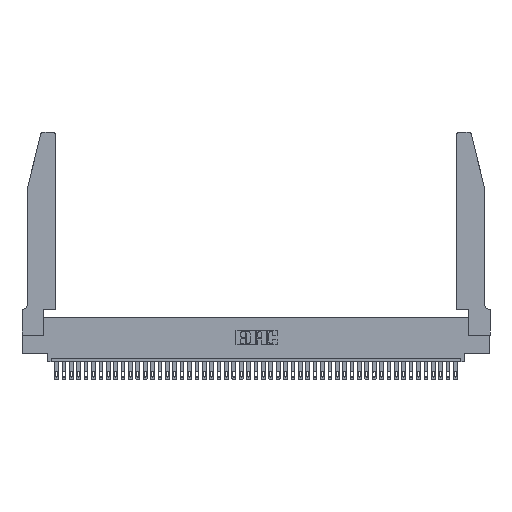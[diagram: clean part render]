
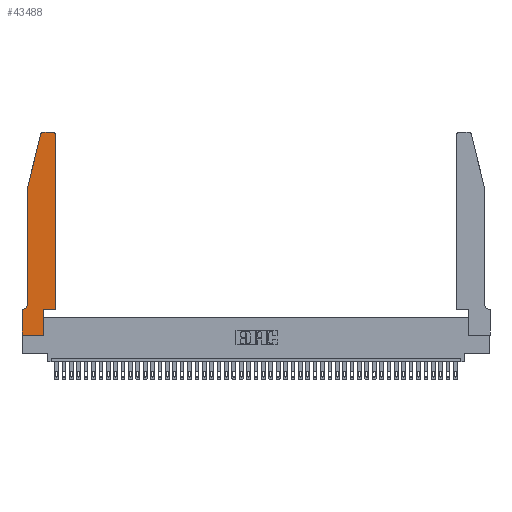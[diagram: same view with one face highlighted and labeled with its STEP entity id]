
A CAD part, top view. The second image highlights one B-rep face of the part: STEP entity #43488.
In plain terms, the highlighted planar face has unit normal (0, 0, 1).
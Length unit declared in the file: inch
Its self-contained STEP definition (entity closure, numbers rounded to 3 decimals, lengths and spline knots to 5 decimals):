
#18 = DIRECTION ( 'NONE',  ( 1., 0., 0. ) ) ;
#112 = VECTOR ( 'NONE', #3051, 39.37008 ) ;
#577 = VECTOR ( 'NONE', #13136, 39.37008 ) ;
#684 = EDGE_CURVE ( 'NONE', #24856, #37523, #43565, .T. ) ;
#1100 = VECTOR ( 'NONE', #10920, 39.37008 ) ;
#1292 = PLANE ( 'NONE',  #18008 ) ;
#1382 = EDGE_CURVE ( 'NONE', #9112, #24741, #16158, .T. ) ;
#1927 = LINE ( 'NONE', #12131, #27129 ) ;
#3051 = DIRECTION ( 'NONE',  ( -1., 0., 0. ) ) ;
#4021 = EDGE_CURVE ( 'NONE', #6790, #20675, #23924, .T. ) ;
#4114 = CARTESIAN_POINT ( 'NONE',  ( 0., 0.35, 0.37 ) ) ;
#4505 = ORIENTED_EDGE ( 'NONE', *, *, #36054, .T. ) ;
#4632 = DIRECTION ( 'NONE',  ( 1., 0., 0. ) ) ;
#4658 = LINE ( 'NONE', #39525, #40057 ) ;
#5531 = ORIENTED_EDGE ( 'NONE', *, *, #32734, .T. ) ;
#5555 = CARTESIAN_POINT ( 'NONE',  ( 0.4205, 2.75, 0.37 ) ) ;
#6790 = VERTEX_POINT ( 'NONE', #23399 ) ;
#7510 = VECTOR ( 'NONE', #7769, 39.37008 ) ;
#7769 = DIRECTION ( 'NONE',  ( 0., 1., 0. ) ) ;
#8038 = ORIENTED_EDGE ( 'NONE', *, *, #25792, .T. ) ;
#8410 = CARTESIAN_POINT ( 'NONE',  ( 0.284, 2.75, 0.37 ) ) ;
#9112 = VERTEX_POINT ( 'NONE', #31491 ) ;
#9769 = ORIENTED_EDGE ( 'NONE', *, *, #24409, .T. ) ;
#9809 = VERTEX_POINT ( 'NONE', #12089 ) ;
#9817 = CARTESIAN_POINT ( 'NONE',  ( 0.0755, 0.35, 0.37 ) ) ;
#10920 = DIRECTION ( 'NONE',  ( 0., -1., 0. ) ) ;
#12089 = CARTESIAN_POINT ( 'NONE',  ( 0.4505, 0.35, 0.37 ) ) ;
#12131 = CARTESIAN_POINT ( 'NONE',  ( 0.0755, 2., 0.37 ) ) ;
#13136 = DIRECTION ( 'NONE',  ( 0., 1., 0. ) ) ;
#13637 = VERTEX_POINT ( 'NONE', #8410 ) ;
#13672 = EDGE_CURVE ( 'NONE', #36523, #36753, #1927, .T. ) ;
#13699 = CARTESIAN_POINT ( 'NONE',  ( 0.2865, 0.35, 0.37 ) ) ;
#14106 = VERTEX_POINT ( 'NONE', #23332 ) ;
#14339 = EDGE_CURVE ( 'NONE', #20675, #13637, #22715, .T. ) ;
#14525 = ORIENTED_EDGE ( 'NONE', *, *, #684, .T. ) ;
#14732 = CARTESIAN_POINT ( 'NONE',  ( 0., 0., 0.37 ) ) ;
#14862 = LINE ( 'NONE', #35129, #16501 ) ;
#15495 = CARTESIAN_POINT ( 'NONE',  ( 0.0055, 0.42, 0.37 ) ) ;
#15685 = AXIS2_PLACEMENT_3D ( 'NONE', #16685, #20585, #18 ) ;
#15897 = EDGE_CURVE ( 'NONE', #37523, #9112, #43005, .T. ) ;
#16158 = LINE ( 'NONE', #43252, #31134 ) ;
#16501 = VECTOR ( 'NONE', #41762, 39.37008 ) ;
#16587 = EDGE_CURVE ( 'NONE', #36753, #24856, #42904, .T. ) ;
#16603 = LINE ( 'NONE', #13699, #7510 ) ;
#16685 = CARTESIAN_POINT ( 'NONE',  ( 0.4205, 2.72, 0.37 ) ) ;
#17531 = CARTESIAN_POINT ( 'NONE',  ( 0.284, 2.72, 0.37 ) ) ;
#18008 = AXIS2_PLACEMENT_3D ( 'NONE', #18393, #42389, #4632 ) ;
#18040 = DIRECTION ( 'NONE',  ( 1., 0., 0. ) ) ;
#18393 = CARTESIAN_POINT ( 'NONE',  ( 0., 0.35, 0.37 ) ) ;
#19314 = FACE_OUTER_BOUND ( 'NONE', #21801, .T. ) ;
#19468 = EDGE_CURVE ( 'NONE', #9809, #6790, #19993, .T. ) ;
#19993 = LINE ( 'NONE', #23394, #577 ) ;
#20473 = CARTESIAN_POINT ( 'NONE',  ( 0.2865, 0., 0.37 ) ) ;
#20585 = DIRECTION ( 'NONE',  ( 0., 0., 1. ) ) ;
#20675 = VERTEX_POINT ( 'NONE', #5555 ) ;
#20762 = ORIENTED_EDGE ( 'NONE', *, *, #4021, .T. ) ;
#21801 = EDGE_LOOP ( 'NONE', ( #34380, #4505, #5531, #42734, #27116, #14525, #41602, #26995, #9769, #8038, #27999, #20762 ) ) ;
#21828 = CARTESIAN_POINT ( 'NONE',  ( 0.0755, 2., 0.37 ) ) ;
#22375 = DIRECTION ( 'NONE',  ( -1., 0., 0. ) ) ;
#22419 = DIRECTION ( 'NONE',  ( 0., -1., 0. ) ) ;
#22715 = LINE ( 'NONE', #28359, #38769 ) ;
#23332 = CARTESIAN_POINT ( 'NONE',  ( 0.2865, 0.35, 0.37 ) ) ;
#23394 = CARTESIAN_POINT ( 'NONE',  ( 0.4505, 0.35, 0.37 ) ) ;
#23399 = CARTESIAN_POINT ( 'NONE',  ( 0.4505, 2.72, 0.37 ) ) ;
#23924 = CIRCLE ( 'NONE', #15685, 0.03 ) ;
#24409 = EDGE_CURVE ( 'NONE', #24741, #14106, #16603, .T. ) ;
#24741 = VERTEX_POINT ( 'NONE', #20473 ) ;
#24856 = VERTEX_POINT ( 'NONE', #37677 ) ;
#25792 = EDGE_CURVE ( 'NONE', #14106, #9809, #4658, .T. ) ;
#26109 = CARTESIAN_POINT ( 'NONE',  ( 0.25487, 2.72718, 0.37 ) ) ;
#26995 = ORIENTED_EDGE ( 'NONE', *, *, #1382, .T. ) ;
#27116 = ORIENTED_EDGE ( 'NONE', *, *, #16587, .T. ) ;
#27129 = VECTOR ( 'NONE', #22419, 39.37008 ) ;
#27682 = DIRECTION ( 'NONE',  ( 1., 0., 0. ) ) ;
#27999 = ORIENTED_EDGE ( 'NONE', *, *, #19468, .T. ) ;
#28359 = CARTESIAN_POINT ( 'NONE',  ( 0.2605, 2.75, 0.37 ) ) ;
#28657 = DIRECTION ( 'NONE',  ( -1., 0., 0. ) ) ;
#31134 = VECTOR ( 'NONE', #18040, 39.37008 ) ;
#31272 = DIRECTION ( 'NONE',  ( 0., 0., 1. ) ) ;
#31468 = AXIS2_PLACEMENT_3D ( 'NONE', #15495, #42937, #22375 ) ;
#31491 = CARTESIAN_POINT ( 'NONE',  ( 0., 0., 0.37 ) ) ;
#31728 = VERTEX_POINT ( 'NONE', #26109 ) ;
#31886 = AXIS2_PLACEMENT_3D ( 'NONE', #17531, #31272, #27682 ) ;
#32734 = EDGE_CURVE ( 'NONE', #31728, #36523, #14862, .T. ) ;
#33376 = CARTESIAN_POINT ( 'NONE',  ( 0.0755, 0.42, 0.37 ) ) ;
#34380 = ORIENTED_EDGE ( 'NONE', *, *, #14339, .T. ) ;
#35129 = CARTESIAN_POINT ( 'NONE',  ( 0.0755, 2., 0.37 ) ) ;
#36054 = EDGE_CURVE ( 'NONE', #13637, #31728, #42438, .T. ) ;
#36523 = VERTEX_POINT ( 'NONE', #21828 ) ;
#36753 = VERTEX_POINT ( 'NONE', #33376 ) ;
#37523 = VERTEX_POINT ( 'NONE', #4114 ) ;
#37677 = CARTESIAN_POINT ( 'NONE',  ( 0.0055, 0.35, 0.37 ) ) ;
#38769 = VECTOR ( 'NONE', #28657, 39.37008 ) ;
#39211 = DIRECTION ( 'NONE',  ( 1., 0., 0. ) ) ;
#39525 = CARTESIAN_POINT ( 'NONE',  ( 0.4505, 0.35, 0.37 ) ) ;
#40057 = VECTOR ( 'NONE', #39211, 39.37008 ) ;
#41602 = ORIENTED_EDGE ( 'NONE', *, *, #15897, .T. ) ;
#41762 = DIRECTION ( 'NONE',  ( -0.239, -0.971, 0. ) ) ;
#42389 = DIRECTION ( 'NONE',  ( 0., 0., 1. ) ) ;
#42438 = CIRCLE ( 'NONE', #31886, 0.03 ) ;
#42734 = ORIENTED_EDGE ( 'NONE', *, *, #13672, .T. ) ;
#42904 = CIRCLE ( 'NONE', #31468, 0.07 ) ;
#42937 = DIRECTION ( 'NONE',  ( 0., 0., -1. ) ) ;
#43005 = LINE ( 'NONE', #14732, #1100 ) ;
#43252 = CARTESIAN_POINT ( 'NONE',  ( 0., 0., 0.37 ) ) ;
#43488 = ADVANCED_FACE ( 'NONE', ( #19314 ), #1292, .T. ) ;
#43565 = LINE ( 'NONE', #9817, #112 ) ;
